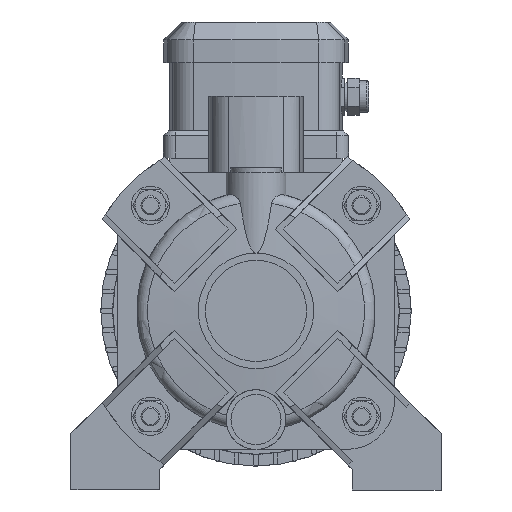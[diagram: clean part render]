
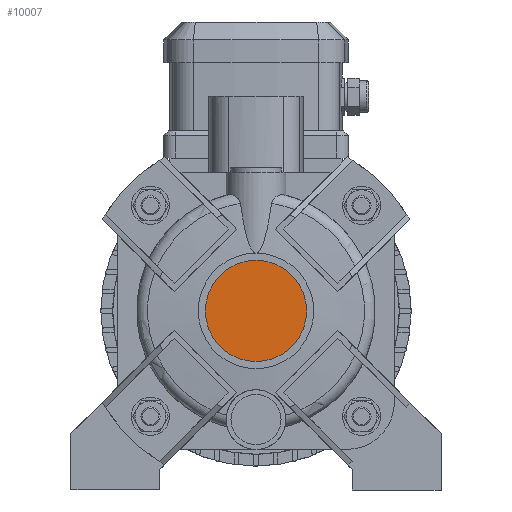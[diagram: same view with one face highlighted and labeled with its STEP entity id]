
A CAD part, left-side view. The second image highlights one B-rep face of the part: STEP entity #10007.
In plain terms, the highlighted planar face has unit normal (-1, 0, 0).
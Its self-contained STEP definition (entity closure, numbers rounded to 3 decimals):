
#2068=PLANE('',#10738);
#2559=FACE_OUTER_BOUND('',#3198,.T.);
#3198=EDGE_LOOP('',(#7278));
#3882=CIRCLE('',#10739,21.2);
#4458=VERTEX_POINT('',#15907);
#5540=EDGE_CURVE('',#4458,#4458,#3882,.T.);
#7278=ORIENTED_EDGE('',*,*,#5540,.F.);
#10007=ADVANCED_FACE('',(#2559),#2068,.T.);
#10738=AXIS2_PLACEMENT_3D('',#15906,#12098,#12099);
#10739=AXIS2_PLACEMENT_3D('',#15908,#12100,#12101);
#12098=DIRECTION('center_axis',(-1.,0.,0.));
#12099=DIRECTION('ref_axis',(0.,0.,1.));
#12100=DIRECTION('center_axis',(1.,0.,0.));
#12101=DIRECTION('ref_axis',(0.,1.,0.));
#15906=CARTESIAN_POINT('Origin',(-143.35,22.7,75.));
#15907=CARTESIAN_POINT('',(-143.35,21.2,75.));
#15908=CARTESIAN_POINT('Origin',(-143.35,0.,75.));
